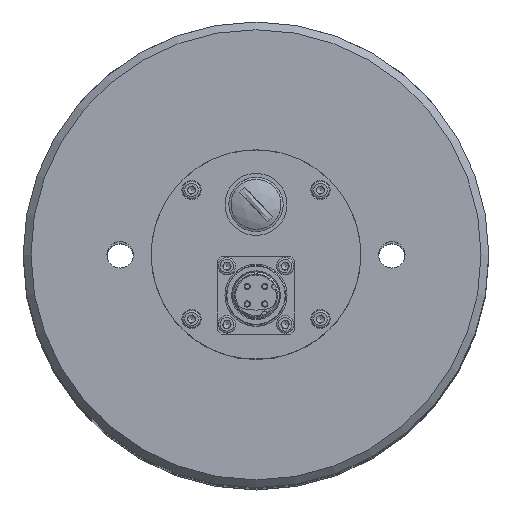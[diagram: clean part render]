
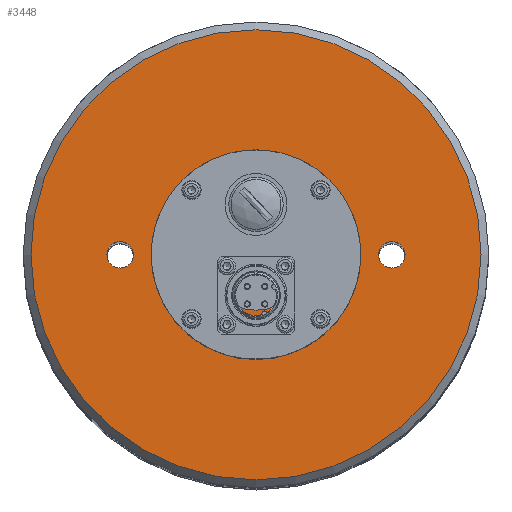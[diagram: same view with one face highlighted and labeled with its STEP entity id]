
A CAD part, top view. The second image highlights one B-rep face of the part: STEP entity #3448.
In plain terms, the highlighted planar face has unit normal (0, 0, 1).
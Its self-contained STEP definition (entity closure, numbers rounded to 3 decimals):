
#147 = CARTESIAN_POINT ( 'NONE',  ( 35., 0., -19. ) ) ;
#203 = AXIS2_PLACEMENT_3D ( 'NONE', #147, #238, #269 ) ;
#205 = CIRCLE ( 'NONE', #3813, 58. ) ;
#238 = DIRECTION ( 'NONE',  ( 0., 0., 1. ) ) ;
#269 = DIRECTION ( 'NONE',  ( 1., 0., 0. ) ) ;
#384 = ORIENTED_EDGE ( 'NONE', *, *, #1119, .T. ) ;
#575 = EDGE_CURVE ( 'NONE', #1626, #1626, #205, .T. ) ;
#615 = DIRECTION ( 'NONE',  ( 1., 0., 0. ) ) ;
#724 = FACE_OUTER_BOUND ( 'NONE', #1568, .T. ) ;
#750 = EDGE_LOOP ( 'NONE', ( #2124 ) ) ;
#831 = FACE_BOUND ( 'NONE', #1201, .T. ) ;
#1003 = EDGE_CURVE ( 'NONE', #3971, #3971, #3835, .T. ) ;
#1083 = EDGE_CURVE ( 'NONE', #2218, #2218, #2388, .T. ) ;
#1119 = EDGE_CURVE ( 'NONE', #1316, #1316, #1969, .T. ) ;
#1201 = EDGE_LOOP ( 'NONE', ( #384 ) ) ;
#1310 = CARTESIAN_POINT ( 'NONE',  ( 58., 0., -19. ) ) ;
#1316 = VERTEX_POINT ( 'NONE', #1658 ) ;
#1376 = EDGE_CURVE ( 'NONE', #2877, #2877, #2017, .T. ) ;
#1568 = EDGE_LOOP ( 'NONE', ( #2076 ) ) ;
#1601 = CARTESIAN_POINT ( 'NONE',  ( 0., 0., -19. ) ) ;
#1610 = DIRECTION ( 'NONE',  ( 0., 0., 1. ) ) ;
#1615 = DIRECTION ( 'NONE',  ( 1., 0., 0. ) ) ;
#1626 = VERTEX_POINT ( 'NONE', #1310 ) ;
#1658 = CARTESIAN_POINT ( 'NONE',  ( 14.25, 0., -19. ) ) ;
#1907 = FACE_BOUND ( 'NONE', #750, .T. ) ;
#1911 = CARTESIAN_POINT ( 'NONE',  ( 0., 0., -19. ) ) ;
#1969 = CIRCLE ( 'NONE', #3873, 14.25 ) ;
#2002 = FACE_BOUND ( 'NONE', #2242, .T. ) ;
#2017 = CIRCLE ( 'NONE', #203, 3.4 ) ;
#2076 = ORIENTED_EDGE ( 'NONE', *, *, #575, .T. ) ;
#2078 = ORIENTED_EDGE ( 'NONE', *, *, #1003, .T. ) ;
#2102 = AXIS2_PLACEMENT_3D ( 'NONE', #2821, #2825, #2832 ) ;
#2124 = ORIENTED_EDGE ( 'NONE', *, *, #1376, .F. ) ;
#2132 = ORIENTED_EDGE ( 'NONE', *, *, #1083, .F. ) ;
#2218 = VERTEX_POINT ( 'NONE', #3638 ) ;
#2242 = EDGE_LOOP ( 'NONE', ( #2078 ) ) ;
#2252 = PLANE ( 'NONE',  #3082 ) ;
#2388 = CIRCLE ( 'NONE', #2973, 3.4 ) ;
#2576 = DIRECTION ( 'NONE',  ( 0., 0., 1. ) ) ;
#2821 = CARTESIAN_POINT ( 'NONE',  ( 0., 20., -19. ) ) ;
#2825 = DIRECTION ( 'NONE',  ( 0., 0., -1. ) ) ;
#2832 = DIRECTION ( 'NONE',  ( 1., 0., 0. ) ) ;
#2877 = VERTEX_POINT ( 'NONE', #2990 ) ;
#2973 = AXIS2_PLACEMENT_3D ( 'NONE', #3145, #3152, #3161 ) ;
#2990 = CARTESIAN_POINT ( 'NONE',  ( 38.4, 0., -19. ) ) ;
#3082 = AXIS2_PLACEMENT_3D ( 'NONE', #1911, #2576, #615 ) ;
#3145 = CARTESIAN_POINT ( 'NONE',  ( -35., 0., -19. ) ) ;
#3152 = DIRECTION ( 'NONE',  ( 0., 0., 1. ) ) ;
#3161 = DIRECTION ( 'NONE',  ( 1., 0., 0. ) ) ;
#3302 = CARTESIAN_POINT ( 'NONE',  ( 1.15, 20., -19. ) ) ;
#3309 = CARTESIAN_POINT ( 'NONE',  ( 0., 0., -19. ) ) ;
#3314 = DIRECTION ( 'NONE',  ( 0., 0., -1. ) ) ;
#3324 = DIRECTION ( 'NONE',  ( 1., 0., 0. ) ) ;
#3448 = ADVANCED_FACE ( 'NONE', ( #4253, #1907, #2002, #724, #831 ), #2252, .T. ) ;
#3638 = CARTESIAN_POINT ( 'NONE',  ( -31.6, 0., -19. ) ) ;
#3813 = AXIS2_PLACEMENT_3D ( 'NONE', #1601, #1610, #1615 ) ;
#3835 = CIRCLE ( 'NONE', #2102, 1.15 ) ;
#3873 = AXIS2_PLACEMENT_3D ( 'NONE', #3309, #3314, #3324 ) ;
#3971 = VERTEX_POINT ( 'NONE', #3302 ) ;
#4012 = EDGE_LOOP ( 'NONE', ( #2132 ) ) ;
#4253 = FACE_BOUND ( 'NONE', #4012, .T. ) ;
